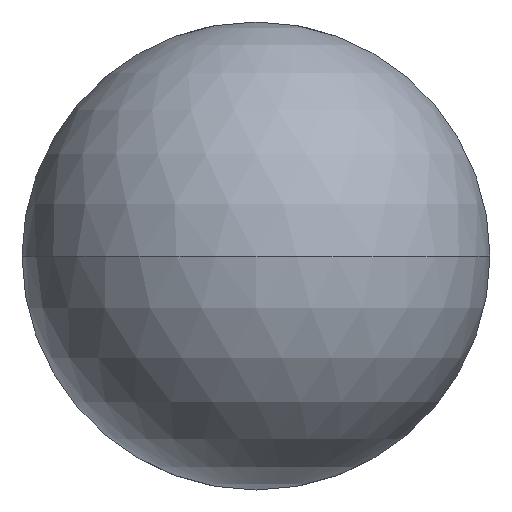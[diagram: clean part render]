
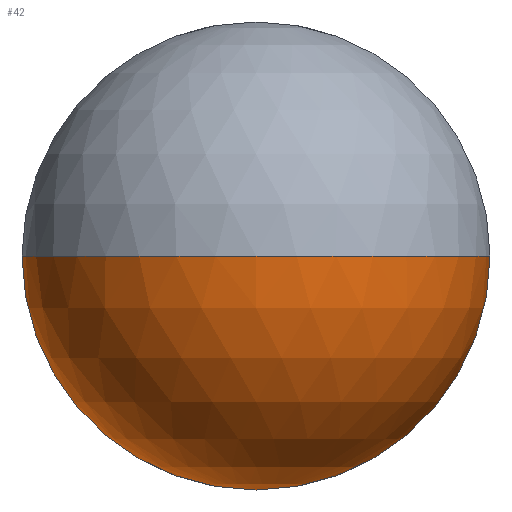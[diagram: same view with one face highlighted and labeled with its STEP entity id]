
A CAD part, front view. The second image highlights one B-rep face of the part: STEP entity #42.
In plain terms, the highlighted spherical face has radius 8 mm.
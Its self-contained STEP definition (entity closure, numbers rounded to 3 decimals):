
#10 = CARTESIAN_POINT ( 'NONE',  ( 0., 8., -8. ) ) ;
#13 = CARTESIAN_POINT ( 'NONE',  ( 0., 8., 0. ) ) ;
#27 = DIRECTION ( 'NONE',  ( 0., 0., -1. ) ) ;
#29 = CARTESIAN_POINT ( 'NONE',  ( -8., 8., 0. ) ) ;
#30 = VERTEX_POINT ( 'NONE', #297 ) ;
#32 = DIRECTION ( 'NONE',  ( 0., 0., 1. ) ) ;
#34 = DIRECTION ( 'NONE',  ( 0., -1., 0. ) ) ;
#40 = VERTEX_POINT ( 'NONE', #148 ) ;
#42 = ADVANCED_FACE ( 'NONE', ( #302 ), #166, .T. ) ;
#58 = AXIS2_PLACEMENT_3D ( 'NONE', #13, #32, #206 ) ;
#61 = DIRECTION ( 'NONE',  ( 0., 0., -1. ) ) ;
#62 = DIRECTION ( 'NONE',  ( 0., 0., -1. ) ) ;
#64 = CARTESIAN_POINT ( 'NONE',  ( 0., 8., 0. ) ) ;
#76 = VERTEX_POINT ( 'NONE', #10 ) ;
#87 = AXIS2_PLACEMENT_3D ( 'NONE', #137, #34, #263 ) ;
#94 = DIRECTION ( 'NONE',  ( -1., 0., 0. ) ) ;
#101 = AXIS2_PLACEMENT_3D ( 'NONE', #172, #27, #94 ) ;
#103 = CIRCLE ( 'NONE', #199, 8. ) ;
#105 = ORIENTED_EDGE ( 'NONE', *, *, #164, .T. ) ;
#108 = ORIENTED_EDGE ( 'NONE', *, *, #198, .T. ) ;
#114 = ORIENTED_EDGE ( 'NONE', *, *, #267, .T. ) ;
#132 = EDGE_LOOP ( 'NONE', ( #108, #105, #114, #306 ) ) ;
#133 = CARTESIAN_POINT ( 'NONE',  ( 0., 8., 0. ) ) ;
#137 = CARTESIAN_POINT ( 'NONE',  ( 0., 8., 0. ) ) ;
#141 = EDGE_CURVE ( 'NONE', #152, #30, #238, .T. ) ;
#148 = CARTESIAN_POINT ( 'NONE',  ( 8., 8., 0. ) ) ;
#152 = VERTEX_POINT ( 'NONE', #29 ) ;
#164 = EDGE_CURVE ( 'NONE', #76, #40, #103, .T. ) ;
#166 = SPHERICAL_SURFACE ( 'NONE', #101, 8. ) ;
#172 = CARTESIAN_POINT ( 'NONE',  ( 0., 8., 0. ) ) ;
#198 = EDGE_CURVE ( 'NONE', #152, #76, #252, .T. ) ;
#199 = AXIS2_PLACEMENT_3D ( 'NONE', #133, #233, #62 ) ;
#206 = DIRECTION ( 'NONE',  ( 1., 0., 0. ) ) ;
#222 = AXIS2_PLACEMENT_3D ( 'NONE', #64, #61, #287 ) ;
#233 = DIRECTION ( 'NONE',  ( 0., -1., 0. ) ) ;
#238 = CIRCLE ( 'NONE', #58, 8. ) ;
#252 = CIRCLE ( 'NONE', #87, 8. ) ;
#263 = DIRECTION ( 'NONE',  ( 0., 0., -1. ) ) ;
#267 = EDGE_CURVE ( 'NONE', #40, #30, #320, .T. ) ;
#287 = DIRECTION ( 'NONE',  ( -1., 0., 0. ) ) ;
#297 = CARTESIAN_POINT ( 'NONE',  ( 0., 0., 0. ) ) ;
#302 = FACE_OUTER_BOUND ( 'NONE', #132, .T. ) ;
#306 = ORIENTED_EDGE ( 'NONE', *, *, #141, .F. ) ;
#320 = CIRCLE ( 'NONE', #222, 8. ) ;
